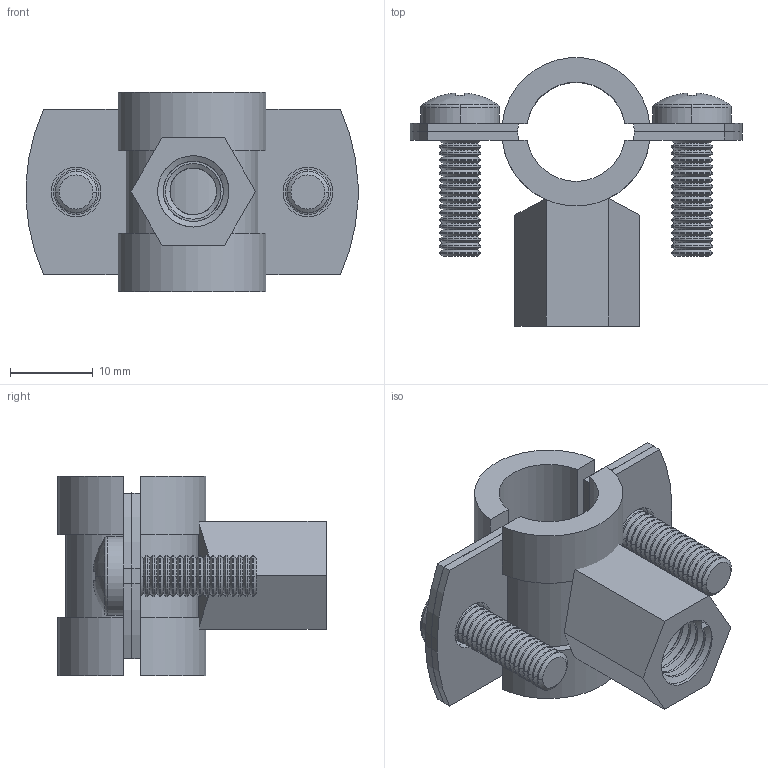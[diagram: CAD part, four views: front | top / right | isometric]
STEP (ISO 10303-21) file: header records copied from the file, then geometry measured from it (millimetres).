
FILE_DESCRIPTION (( 'STEP AP214' ), '1' );
FILE_NAME ('R511-012.STEP', '2024-09-05T14:55:19', ( '' ), ( '' ), 'SwSTEP 2.0', 'SolidWorks 2024', '' );
FILE_SCHEMA (( 'AUTOMOTIVE_DESIGN' ));
Length unit declared in the file: millimetre
Products named in the file (4): pan head cross recess screw_bsi_BS EN ISO 7045 - M5 x 16 - Z - 16S; 14mm Clamp; M8 -M10 Nut; R511-012
Assembly tree (4 placements, depth 2):
  R511-012
    14mm Clamp
    M8 -M10 Nut
    pan head cross recess screw_bsi_BS EN ISO 7045 - M5 x 16 - Z - 16S  x2
Bounding box: 40 x 32.32 x 24 mm (x, y, z)
Volume: 5984.1 mm3; surface area: 7092.1 mm2
Topology: 5 solids, 5 shells, 396 faces, 1047 edges, 660 vertices
Faces by surface type: cone 160, cylinder 137, plane 81, torus 8, bspline 6, sphere 4
Entity records: 10064 total; most frequent: CARTESIAN_POINT 3633, DIRECTION 1396, ORIENTED_EDGE 1334, EDGE_CURVE 667, AXIS2_PLACEMENT_3D 552, VERTEX_POINT 425, CIRCLE 299, LINE 292
